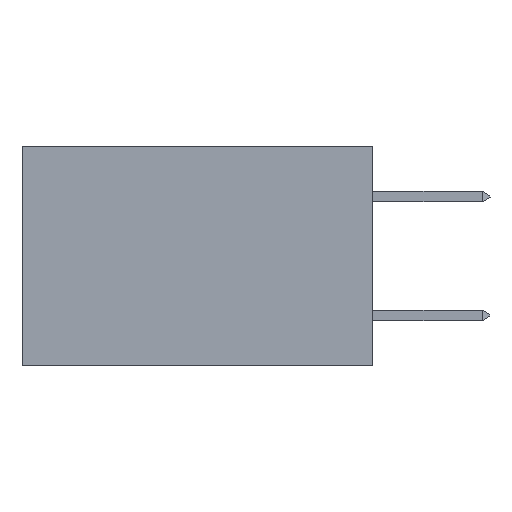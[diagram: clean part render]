
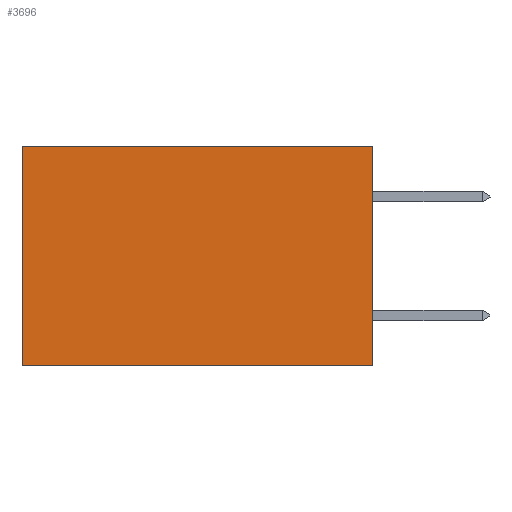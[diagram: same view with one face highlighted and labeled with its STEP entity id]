
A CAD part, left-side view. The second image highlights one B-rep face of the part: STEP entity #3696.
In plain terms, the highlighted planar face has unit normal (-1, 0, 0).
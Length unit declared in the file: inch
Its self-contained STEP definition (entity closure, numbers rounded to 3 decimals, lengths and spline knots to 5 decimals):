
#880 = DIRECTION ( 'NONE',  ( 0., 1., 0. ) ) ;
#987 = EDGE_CURVE ( 'NONE', #7530, #1109, #5500, .T. ) ;
#1043 = EDGE_CURVE ( 'NONE', #4932, #7530, #4513, .T. ) ;
#1109 = VERTEX_POINT ( 'NONE', #1397 ) ;
#1194 = DIRECTION ( 'NONE',  ( 0., 0., -1. ) ) ;
#1397 = CARTESIAN_POINT ( 'NONE',  ( 0.277, 0.59, -0.37 ) ) ;
#1527 = DIRECTION ( 'NONE',  ( 0., 1., 0. ) ) ;
#1557 = VECTOR ( 'NONE', #880, 39.37008 ) ;
#1730 = LINE ( 'NONE', #2805, #5261 ) ;
#1896 = CARTESIAN_POINT ( 'NONE',  ( 0.277, 0., 0. ) ) ;
#1916 = FACE_OUTER_BOUND ( 'NONE', #7484, .T. ) ;
#1924 = VECTOR ( 'NONE', #2085, 39.37008 ) ;
#2085 = DIRECTION ( 'NONE',  ( 0., 0., -1. ) ) ;
#2112 = CARTESIAN_POINT ( 'NONE',  ( 0.277, 0.59, -0.37 ) ) ;
#2563 = VECTOR ( 'NONE', #1194, 39.37008 ) ;
#2574 = ORIENTED_EDGE ( 'NONE', *, *, #3296, .T. ) ;
#2630 = ORIENTED_EDGE ( 'NONE', *, *, #987, .F. ) ;
#2632 = EDGE_CURVE ( 'NONE', #4932, #7589, #1730, .T. ) ;
#2673 = CARTESIAN_POINT ( 'NONE',  ( 0.277, 0., -0.37 ) ) ;
#2676 = ORIENTED_EDGE ( 'NONE', *, *, #1043, .F. ) ;
#2684 = ORIENTED_EDGE ( 'NONE', *, *, #2632, .T. ) ;
#2805 = CARTESIAN_POINT ( 'NONE',  ( 0.277, 0., 0. ) ) ;
#3179 = CARTESIAN_POINT ( 'NONE',  ( 0.277, 0., -0.37 ) ) ;
#3296 = EDGE_CURVE ( 'NONE', #7589, #1109, #7332, .T. ) ;
#3696 = ADVANCED_FACE ( 'NONE', ( #1916 ), #7069, .F. ) ;
#3945 = CARTESIAN_POINT ( 'NONE',  ( 0.277, 0., -0.37 ) ) ;
#3969 = CARTESIAN_POINT ( 'NONE',  ( 0.277, 0.59, 0. ) ) ;
#4513 = LINE ( 'NONE', #2673, #2563 ) ;
#4672 = AXIS2_PLACEMENT_3D ( 'NONE', #7170, #7067, #7055 ) ;
#4932 = VERTEX_POINT ( 'NONE', #1896 ) ;
#5261 = VECTOR ( 'NONE', #1527, 39.37008 ) ;
#5500 = LINE ( 'NONE', #3179, #1557 ) ;
#7055 = DIRECTION ( 'NONE',  ( 0., 0., -1. ) ) ;
#7067 = DIRECTION ( 'NONE',  ( 1., 0., 0. ) ) ;
#7069 = PLANE ( 'NONE',  #4672 ) ;
#7170 = CARTESIAN_POINT ( 'NONE',  ( 0.277, 0., -0.37 ) ) ;
#7332 = LINE ( 'NONE', #2112, #1924 ) ;
#7484 = EDGE_LOOP ( 'NONE', ( #2574, #2630, #2676, #2684 ) ) ;
#7530 = VERTEX_POINT ( 'NONE', #3945 ) ;
#7589 = VERTEX_POINT ( 'NONE', #3969 ) ;
